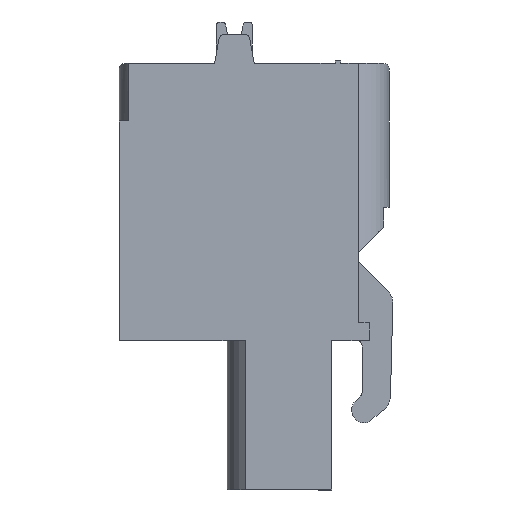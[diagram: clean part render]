
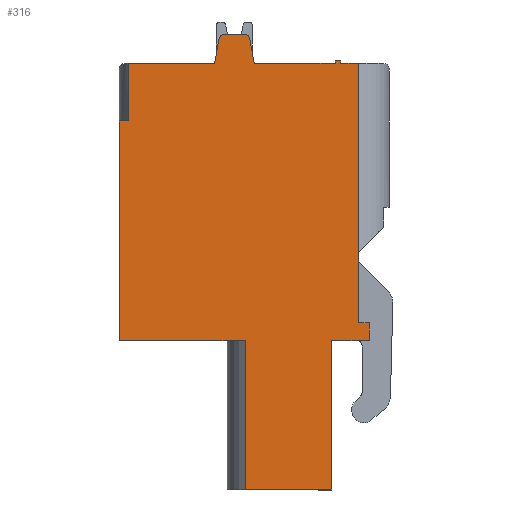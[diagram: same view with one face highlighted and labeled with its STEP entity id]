
A CAD part, left-side view. The second image highlights one B-rep face of the part: STEP entity #316.
In plain terms, the highlighted planar face has unit normal (-1, 0, 0).
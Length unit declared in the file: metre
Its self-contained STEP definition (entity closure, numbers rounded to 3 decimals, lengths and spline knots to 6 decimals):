
#316=ADVANCED_FACE('',(#791),#792,.F.);
#791=FACE_OUTER_BOUND('',#1439,.T.);
#792=PLANE('',#1440);
#1439=EDGE_LOOP('',(#2372,#2373,#2374,#2375,#2376,#2377,#2378,#2379,#2380,#2381,#2382,#2383,#2384,#2385,#2386,#2387,#2388,#2389,#2390,#2391,#2392,#2393));
#1440=AXIS2_PLACEMENT_3D('',#2394,#2395,#2396);
#2372=ORIENTED_EDGE('',*,*,#4171,.T.);
#2373=ORIENTED_EDGE('',*,*,#4025,.T.);
#2374=ORIENTED_EDGE('',*,*,#4015,.T.);
#2375=ORIENTED_EDGE('',*,*,#4019,.F.);
#2376=ORIENTED_EDGE('',*,*,#4172,.T.);
#2377=ORIENTED_EDGE('',*,*,#4173,.T.);
#2378=ORIENTED_EDGE('',*,*,#4174,.T.);
#2379=ORIENTED_EDGE('',*,*,#4175,.T.);
#2380=ORIENTED_EDGE('',*,*,#4176,.F.);
#2381=ORIENTED_EDGE('',*,*,#4177,.F.);
#2382=ORIENTED_EDGE('',*,*,#3931,.T.);
#2383=ORIENTED_EDGE('',*,*,#3953,.T.);
#2384=ORIENTED_EDGE('',*,*,#4178,.T.);
#2385=ORIENTED_EDGE('',*,*,#4179,.T.);
#2386=ORIENTED_EDGE('',*,*,#3962,.T.);
#2387=ORIENTED_EDGE('',*,*,#4180,.F.);
#2388=ORIENTED_EDGE('',*,*,#4181,.F.);
#2389=ORIENTED_EDGE('',*,*,#4182,.F.);
#2390=ORIENTED_EDGE('',*,*,#3997,.T.);
#2391=ORIENTED_EDGE('',*,*,#4183,.T.);
#2392=ORIENTED_EDGE('',*,*,#4184,.T.);
#2393=ORIENTED_EDGE('',*,*,#4185,.T.);
#2394=CARTESIAN_POINT('',(-0.01396,0.0112,-0.0215));
#2395=DIRECTION('',(1.0,0.,0.));
#2396=DIRECTION('',(0.0,1.0,0.));
#3931=EDGE_CURVE('',#4715,#4713,#4716,.T.);
#3953=EDGE_CURVE('',#4713,#4754,#4755,.T.);
#3962=EDGE_CURVE('',#4769,#4770,#4771,.T.);
#3997=EDGE_CURVE('',#4827,#4828,#4829,.T.);
#4015=EDGE_CURVE('',#4855,#4860,#4862,.T.);
#4019=EDGE_CURVE('',#4866,#4860,#4868,.T.);
#4025=EDGE_CURVE('',#4878,#4855,#4879,.T.);
#4171=EDGE_CURVE('',#5123,#4878,#5124,.T.);
#4172=EDGE_CURVE('',#4866,#5125,#5126,.T.);
#4173=EDGE_CURVE('',#5125,#5127,#5128,.T.);
#4174=EDGE_CURVE('',#5127,#5129,#5130,.T.);
#4175=EDGE_CURVE('',#5129,#5131,#5132,.T.);
#4176=EDGE_CURVE('',#5133,#5131,#5134,.T.);
#4177=EDGE_CURVE('',#4715,#5133,#5135,.T.);
#4178=EDGE_CURVE('',#4754,#5136,#5137,.T.);
#4179=EDGE_CURVE('',#5136,#4769,#5138,.T.);
#4180=EDGE_CURVE('',#5139,#4770,#5140,.T.);
#4181=EDGE_CURVE('',#5141,#5139,#5142,.T.);
#4182=EDGE_CURVE('',#4827,#5141,#5143,.T.);
#4183=EDGE_CURVE('',#4828,#5144,#5145,.T.);
#4184=EDGE_CURVE('',#5144,#5146,#5147,.T.);
#4185=EDGE_CURVE('',#5146,#5123,#5148,.T.);
#4713=VERTEX_POINT('',#5880);
#4715=VERTEX_POINT('',#5883);
#4716=LINE('',#5884,#5885);
#4754=VERTEX_POINT('',#5940);
#4755=CIRCLE('',#5941,0.0003);
#4769=VERTEX_POINT('',#5960);
#4770=VERTEX_POINT('',#5961);
#4771=LINE('',#5962,#5963);
#4827=VERTEX_POINT('',#6044);
#4828=VERTEX_POINT('',#6045);
#4829=LINE('',#6046,#6047);
#4855=VERTEX_POINT('',#6086);
#4860=VERTEX_POINT('',#6093);
#4862=LINE('',#6096,#6097);
#4866=VERTEX_POINT('',#6102);
#4868=LINE('',#6105,#6106);
#4878=VERTEX_POINT('',#6120);
#4879=LINE('',#6121,#6122);
#5123=VERTEX_POINT('',#6483);
#5124=LINE('',#6484,#6485);
#5125=VERTEX_POINT('',#6486);
#5126=LINE('',#6487,#6488);
#5127=VERTEX_POINT('',#6489);
#5128=LINE('',#6490,#6491);
#5129=VERTEX_POINT('',#6492);
#5130=LINE('',#6493,#6494);
#5131=VERTEX_POINT('',#6495);
#5132=LINE('',#6496,#6497);
#5133=VERTEX_POINT('',#6498);
#5134=LINE('',#6499,#6500);
#5135=LINE('',#6501,#6502);
#5136=VERTEX_POINT('',#6503);
#5137=LINE('',#6504,#6505);
#5138=CIRCLE('',#6506,0.0003);
#5139=VERTEX_POINT('',#6507);
#5140=LINE('',#6508,#6509);
#5141=VERTEX_POINT('',#6510);
#5142=LINE('',#6511,#6512);
#5143=LINE('',#6513,#6514);
#5144=VERTEX_POINT('',#6515);
#5145=LINE('',#6516,#6517);
#5146=VERTEX_POINT('',#6518);
#5147=LINE('',#6519,#6520);
#5148=LINE('',#6521,#6522);
#5880=CARTESIAN_POINT('',(-0.01396,0.004738,-0.006948));
#5883=CARTESIAN_POINT('',(-0.01396,0.0045,-0.0083));
#5884=CARTESIAN_POINT('',(-0.01396,0.004782,-0.0067));
#5885=VECTOR('',#7545,1.0);
#5940=CARTESIAN_POINT('',(-0.01396,0.005034,-0.0067));
#5941=AXIS2_PLACEMENT_3D('',#7563,#7564,#7565);
#5960=CARTESIAN_POINT('',(-0.01396,0.006462,-0.006948));
#5961=CARTESIAN_POINT('',(-0.01396,0.0067,-0.0083));
#5962=CARTESIAN_POINT('',(-0.01396,0.0067,-0.0083));
#5963=VECTOR('',#7574,1.0);
#6044=CARTESIAN_POINT('',(-0.01396,0.012,-0.0115));
#6045=CARTESIAN_POINT('',(-0.01396,0.012,-0.0237));
#6046=CARTESIAN_POINT('',(-0.01396,0.012,-0.0238));
#6047=VECTOR('',#7606,1.0);
#6086=CARTESIAN_POINT('',(-0.01396,-0.0019,-0.0237));
#6093=CARTESIAN_POINT('',(-0.01396,-0.0019,-0.0227));
#6096=CARTESIAN_POINT('',(-0.01396,-0.0019,-0.0238));
#6097=VECTOR('',#7623,1.0);
#6102=CARTESIAN_POINT('',(-0.01396,-0.0013,-0.0227));
#6105=CARTESIAN_POINT('',(-0.01396,-0.0003,-0.0227));
#6106=VECTOR('',#7626,1.0);
#6120=CARTESIAN_POINT('',(-0.01396,0.0002,-0.0237));
#6121=CARTESIAN_POINT('',(-0.01396,0.005,-0.0237));
#6122=VECTOR('',#7631,1.0);
#6483=CARTESIAN_POINT('',(-0.01396,0.0002,-0.032));
#6484=CARTESIAN_POINT('',(-0.01396,0.0002,-0.0237));
#6485=VECTOR('',#7789,1.0);
#6486=CARTESIAN_POINT('',(-0.01396,-0.0013,-0.0083));
#6487=CARTESIAN_POINT('',(-0.01396,-0.0013,-0.0238));
#6488=VECTOR('',#7790,1.0);
#6489=CARTESIAN_POINT('',(-0.01396,-0.0003,-0.0083));
#6490=CARTESIAN_POINT('',(-0.01396,0.0117,-0.0083));
#6491=VECTOR('',#7791,1.0);
#6492=CARTESIAN_POINT('',(-0.01396,-0.0003,-0.00815));
#6493=CARTESIAN_POINT('',(-0.01396,-0.0003,-0.0215));
#6494=VECTOR('',#7792,1.0);
#6495=CARTESIAN_POINT('',(-0.01396,0.,-0.00815));
#6496=CARTESIAN_POINT('',(-0.01396,0.,-0.00815));
#6497=VECTOR('',#7793,1.0);
#6498=CARTESIAN_POINT('',(-0.01396,0.,-0.0083));
#6499=CARTESIAN_POINT('',(-0.01396,0.,-0.0083));
#6500=VECTOR('',#7794,1.0);
#6501=CARTESIAN_POINT('',(-0.01396,0.0115,-0.0083));
#6502=VECTOR('',#7795,1.0);
#6503=CARTESIAN_POINT('',(-0.01396,0.006166,-0.0067));
#6504=CARTESIAN_POINT('',(-0.01396,0.004822,-0.0067));
#6505=VECTOR('',#7796,1.0);
#6506=AXIS2_PLACEMENT_3D('',#7797,#7798,#7799);
#6507=CARTESIAN_POINT('',(-0.01396,0.0115,-0.0083));
#6508=CARTESIAN_POINT('',(-0.01396,0.0115,-0.0083));
#6509=VECTOR('',#7800,1.0);
#6510=CARTESIAN_POINT('',(-0.01396,0.0115,-0.0115));
#6511=CARTESIAN_POINT('',(-0.01396,0.0115,-0.0115));
#6512=VECTOR('',#7801,1.0);
#6513=CARTESIAN_POINT('',(-0.01396,0.0092,-0.0115));
#6514=VECTOR('',#7802,1.0);
#6515=CARTESIAN_POINT('',(-0.01396,0.005,-0.0237));
#6516=CARTESIAN_POINT('',(-0.01396,0.005,-0.0237));
#6517=VECTOR('',#7803,1.0);
#6518=CARTESIAN_POINT('',(-0.01396,0.005,-0.032));
#6519=CARTESIAN_POINT('',(-0.01396,0.005,-0.032));
#6520=VECTOR('',#7804,1.0);
#6521=CARTESIAN_POINT('',(-0.01396,0.0002,-0.032));
#6522=VECTOR('',#7805,1.0);
#7545=DIRECTION('',(0.,0.174,0.985));
#7563=CARTESIAN_POINT('',(-0.01396,0.005034,-0.007));
#7564=DIRECTION('',(-1.0,0.0,0.));
#7565=DIRECTION('',(0.,0.0,-1.0));
#7574=DIRECTION('',(0.,0.174,-0.985));
#7606=DIRECTION('',(0.,0.,-1.0));
#7623=DIRECTION('',(0.,0.,1.0));
#7626=DIRECTION('',(0.,-1.0,0.));
#7631=DIRECTION('',(0.0,-1.0,0.0));
#7789=DIRECTION('',(0.0,0.0,1.0));
#7790=DIRECTION('',(0.,0.,1.0));
#7791=DIRECTION('',(0.,1.0,0.));
#7792=DIRECTION('',(0.,0.0,1.0));
#7793=DIRECTION('',(0.0,1.0,0.0));
#7794=DIRECTION('',(0.,0.0,1.0));
#7795=DIRECTION('',(0.0,-1.0,0.0));
#7796=DIRECTION('',(0.0,1.0,0.0));
#7797=CARTESIAN_POINT('',(-0.01396,0.006166,-0.007));
#7798=DIRECTION('',(-1.0,0.0,0.));
#7799=DIRECTION('',(0.,0.0,-1.0));
#7800=DIRECTION('',(0.0,-1.0,0.0));
#7801=DIRECTION('',(0.,0.0,1.0));
#7802=DIRECTION('',(0.,-1.0,0.));
#7803=DIRECTION('',(0.0,-1.0,0.0));
#7804=DIRECTION('',(0.0,0.,-1.0));
#7805=DIRECTION('',(0.0,-1.0,0.));
